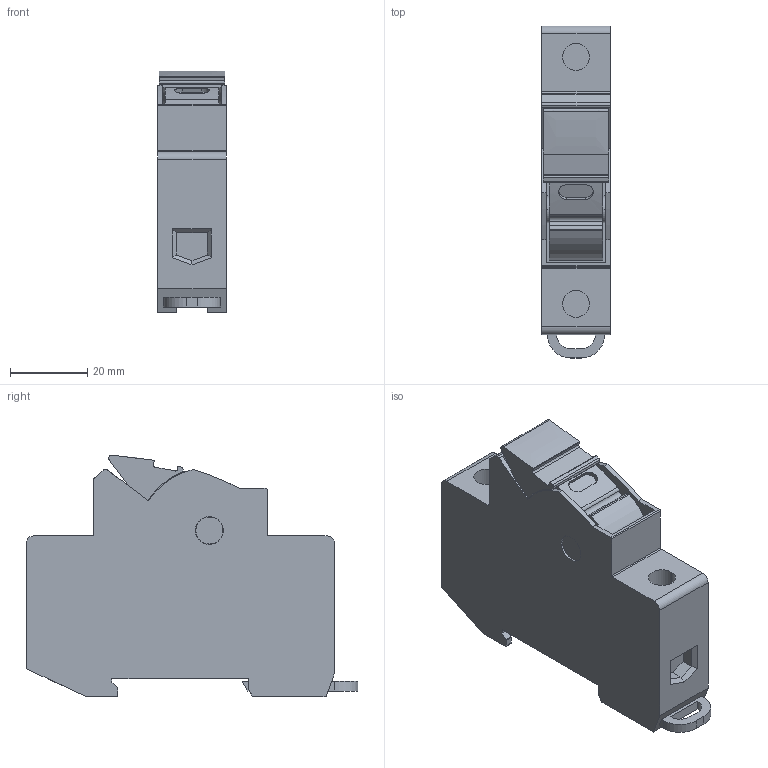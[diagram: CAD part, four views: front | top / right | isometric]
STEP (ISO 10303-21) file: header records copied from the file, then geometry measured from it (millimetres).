
FILE_DESCRIPTION(('CATIA V5 STEP Exchange','CAx-IF Rec.Pracs.--- Model Styling and Organization---1.5--- 2016-08-15','CAx-IF Rec.Pracs.---Supplemental Geometry---1.0---2011-11-01','CAx-IF Rec.Pracs.--- Composite Materials ---1.1---2010-07-15'),'2;1');
FILE_NAME ('028676-2_1', '2025-07-16T10:31:03+00:00', ('none'), ('Weidmueller'), 'CATIA Version 5-6 Release 2024 SP4', 'CATIA V5 STEP AP214 v3', 'none');
FILE_SCHEMA(('AUTOMOTIVE_DESIGN { 1 0 10303 214 1 1 1 1 }'));
Length unit declared in the file: millimetre
Products named in the file (1): WSI_25-1_10X38
Bounding box: 17.8 x 86 x 62.63 mm (x, y, z)
Volume: 62059.1 mm3; surface area: 17914.6 mm2
Topology: 1 solids, 1 shells, 156 faces, 436 edges, 286 vertices
Faces by surface type: plane 90, cylinder 50, extrusion 16
Entity records: 5108 total; most frequent: CARTESIAN_POINT 1209, ORIENTED_EDGE 872, DIRECTION 621, EDGE_CURVE 436, VECTOR 321, LINE 305, VERTEX_POINT 286, AXIS2_PLACEMENT_3D 198
